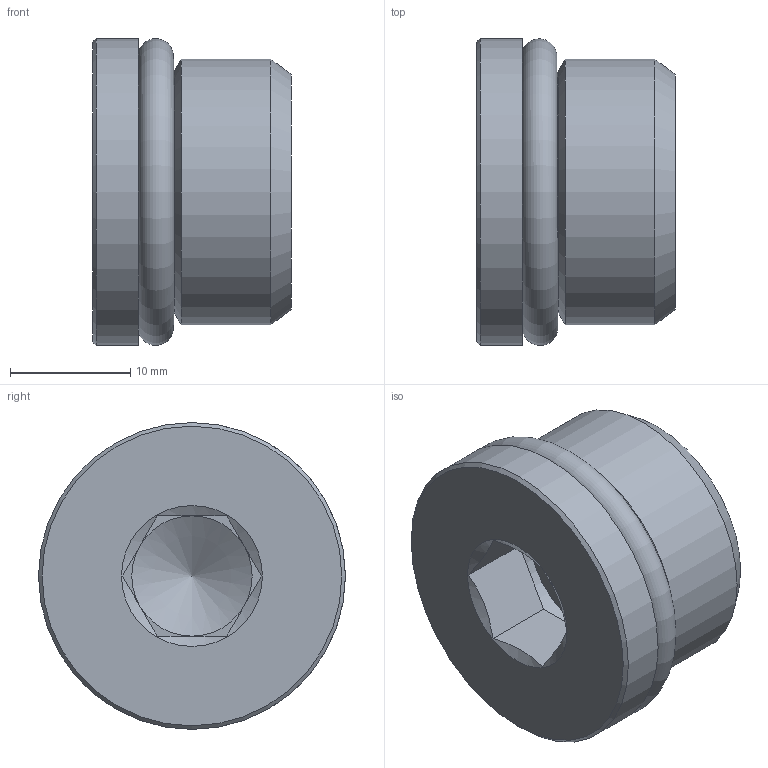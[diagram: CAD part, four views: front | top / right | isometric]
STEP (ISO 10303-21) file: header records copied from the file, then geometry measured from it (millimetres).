
FILE_DESCRIPTION(/* description */ (''),/* implementation_level */ '2;1');
FILE_NAME(/* name */ 'vsti_7-8_unf.stp',/* time_stamp */ '2017-01-24T14:21:45+01:00',/* author */ ('leitheußer'),/* organization */ (''),/* preprocessor_version */ 'ST-DEVELOPER v15.6',/* originating_system */ 'Autodesk Inventor LT ',/* authorisation */ '');
FILE_SCHEMA (('AUTOMOTIVE_DESIGN { 1 0 10303 214 3 1 1 }'));
Length unit declared in the file: millimetre
Products named in the file (1): 207505
Bounding box: 16.5 x 25.51 x 25.5 mm (x, y, z)
Volume: 6178.3 mm3; surface area: 3191 mm2
Topology: 2 solids, 2 shells, 23 faces, 50 edges, 32 vertices
Faces by surface type: plane 11, cone 5, cylinder 4, torus 3
Full cylindrical faces by diameter (mm): 12 x1, 19.615 x1, 22.05 x1, 25.5 x1
Entity records: 549 total; most frequent: CARTESIAN_POINT 97, DIRECTION 92, ORIENTED_EDGE 68, AXIS2_PLACEMENT_3D 40, EDGE_LOOP 37, EDGE_CURVE 34, VERTEX_POINT 27, FACE_OUTER_BOUND 23
